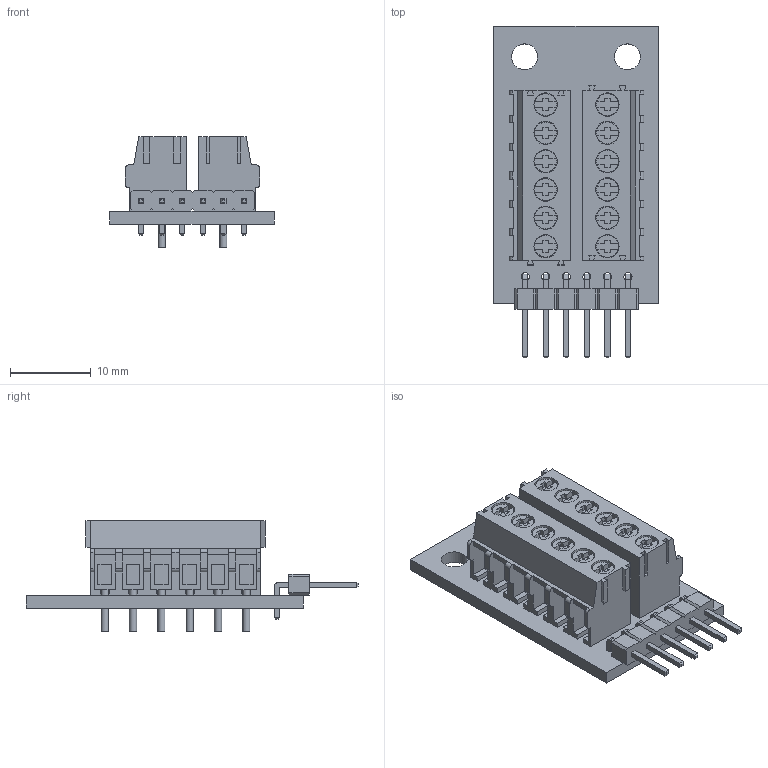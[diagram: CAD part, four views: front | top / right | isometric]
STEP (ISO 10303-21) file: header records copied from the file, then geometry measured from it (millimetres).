
FILE_DESCRIPTION(('KiCad electronic assembly'),'2;1');
FILE_NAME('Raven Expansion.step','2024-04-01T12:07:07',('Pcbnew'),( 'Kicad'),'Open CASCADE STEP processor 7.7','KiCad to STEP converter' ,'Unknown');
FILE_SCHEMA(('AUTOMOTIVE_DESIGN { 1 0 10303 214 1 1 1 1 }'));
Length unit declared in the file: millimetre
Products named in the file (6): Raven Expansion 1; TerminalBlock_Phoenix_PT-1,5-6-3.5-H_1x06_P3.50mm_Horizontal; SOLID; PinHeader_1x06_P2.54mm_Horizontal; Raven Expansion PCB
Assembly tree (6 placements, depth 3):
  Raven Expansion 1
    TerminalBlock_Phoenix_PT-1,5-6-3.5-H_1x06_P3.50mm_Horizontal  x2
      SOLID
    PinHeader_1x06_P2.54mm_Horizontal
      SOLID
    Raven Expansion PCB
Bounding box: 20.32 x 41.03 x 13.7 mm (x, y, z)
Volume: 3211.4 mm3; surface area: 5751.9 mm2
Topology: 4 solids, 4 shells, 824 faces, 2184 edges, 1416 vertices
Faces by surface type: plane 710, cylinder 114
Full cylindrical faces by diameter (mm): 0.9 x12, 1 x6, 1.2 x12, 2.7 x12, 2.9 x12, 3.2 x2
Entity records: 36483 total; most frequent: CARTESIAN_POINT 5887, DIRECTION 5112, LINE 3524, VECTOR 3524, ORIENTED_EDGE 2664, PCURVE 2664, DEFINITIONAL_REPRESENTATION 2664, EDGE_CURVE 1332
